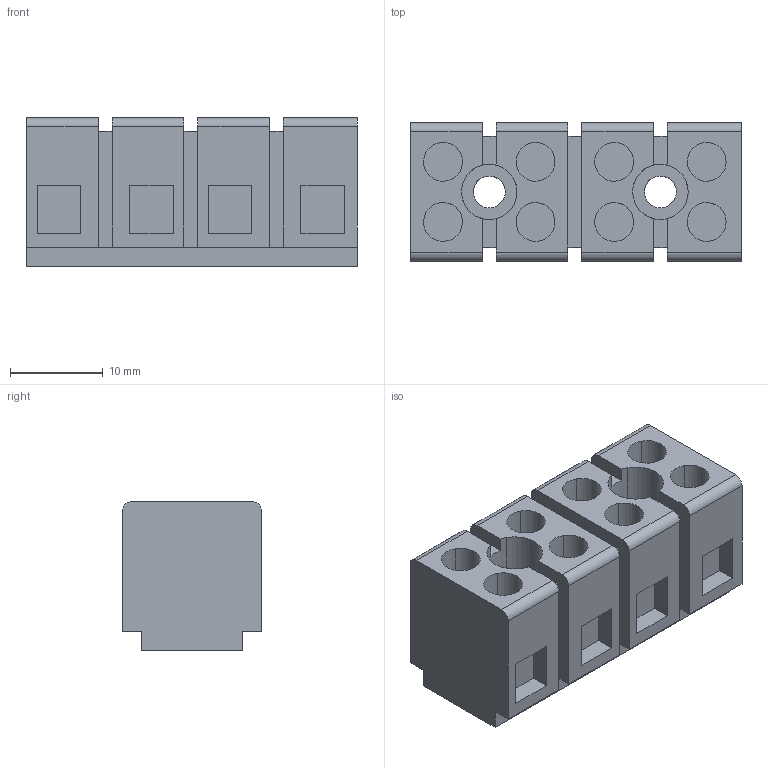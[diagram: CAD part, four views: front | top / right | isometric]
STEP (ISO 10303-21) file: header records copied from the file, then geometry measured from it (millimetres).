
FILE_DESCRIPTION(('CATIA V5 STEP Exchange','CAx-IF Rec.Pracs.--- Model Styling and Organization---1.4--- 2014-01-23'),'2;1');
FILE_NAME ('001672-2_1', '2021-12-06T07:31:27+00:00', ('none'), ('Weidmueller'), 'CATIA Version 5-6 Release 2016 SP3 HF44', 'CATIA V5 STEP AP214', 'none');
FILE_SCHEMA(('AUTOMOTIVE_DESIGN { 1 0 10303 214 1 1 1 1 }'));
Length unit declared in the file: millimetre
Products named in the file (1): 0274020000
Bounding box: 35.75 x 15 x 16.1 mm (x, y, z)
Volume: 6573.7 mm3; surface area: 4280 mm2
Topology: 1 solids, 2 shells, 136 faces, 350 edges, 234 vertices
Faces by surface type: plane 104, cylinder 32
Entity records: 3648 total; most frequent: ORIENTED_EDGE 700, CARTESIAN_POINT 635, DIRECTION 450, EDGE_CURVE 350, VECTOR 278, LINE 278, VERTEX_POINT 234, EDGE_LOOP 156
